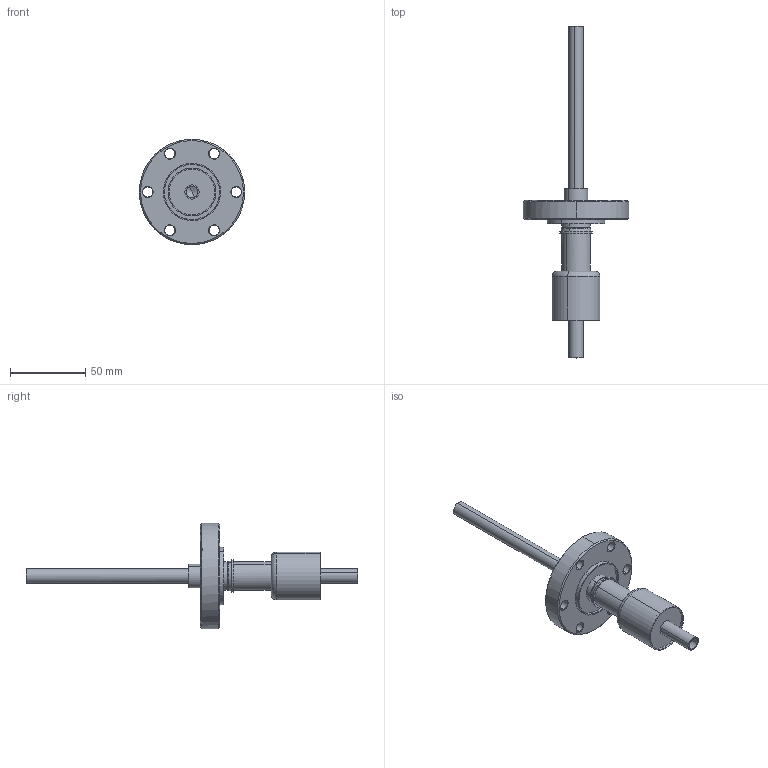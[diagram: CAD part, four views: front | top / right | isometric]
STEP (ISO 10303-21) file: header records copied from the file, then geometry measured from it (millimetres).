
FILE_DESCRIPTION (( 'STEP AP203' ), '1' );
FILE_NAME ('A1731-1-CF.STEP', '2021-06-22T20:28:43', ( '' ), ( '' ), 'SwSTEP 2.0', 'SolidWorks 2021', '' );
FILE_SCHEMA (( 'CONFIG_CONTROL_DESIGN' ));
Length unit declared in the file: inch
Products named in the file (1): A1731-1-CF
Bounding box: 69.85 x 220.29 x 69.85 mm (x, y, z)
Volume: 71240.4 mm3; surface area: 34422.2 mm2
Topology: 1 solids, 1 shells, 122 faces, 280 edges, 172 vertices
Faces by surface type: cylinder 52, cone 41, plane 23, torus 6
Entity records: 3576 total; most frequent: DIRECTION 687, CARTESIAN_POINT 585, ORIENTED_EDGE 556, AXIS2_PLACEMENT_3D 290, EDGE_CURVE 278, VERTEX_POINT 172, CIRCLE 167, EDGE_LOOP 148
